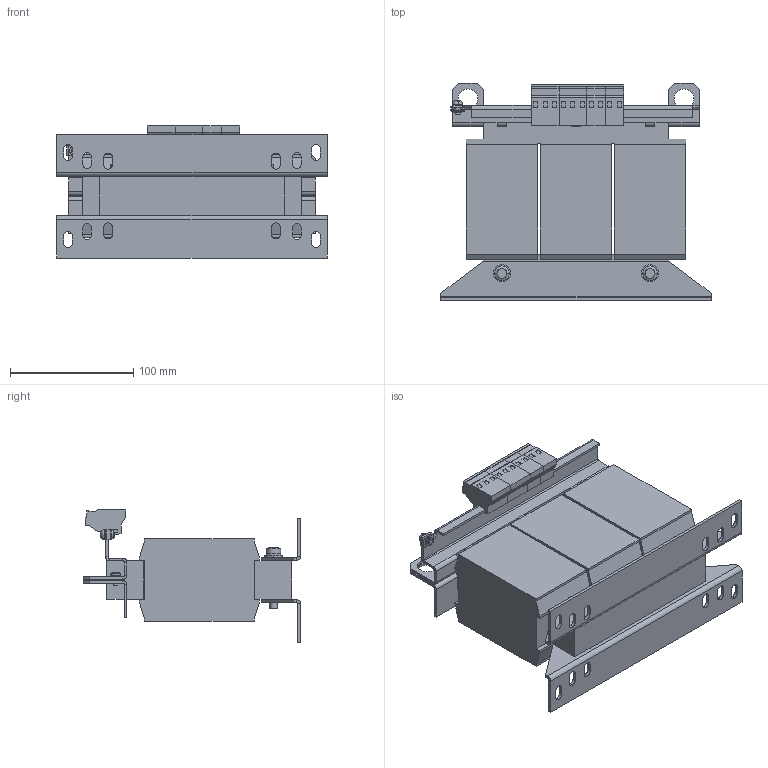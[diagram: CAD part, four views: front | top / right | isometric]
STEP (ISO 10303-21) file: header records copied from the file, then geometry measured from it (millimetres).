
FILE_DESCRIPTION (( 'STEP AP214' ), '1' );
FILE_NAME ('194309.STEP', '2020-05-28T17:05:51', ( '' ), ( '' ), 'SwSTEP 2.0', 'SolidWorks 2018', '' );
FILE_SCHEMA (( 'AUTOMOTIVE_DESIGN' ));
Length unit declared in the file: millimetre
Products named in the file (1): 194309
Bounding box: 219 x 176 x 107 mm (x, y, z)
Volume: 1481954.2 mm3; surface area: 203742.3 mm2
Topology: 1 solids, 1 shells, 618 faces, 1532 edges, 956 vertices
Faces by surface type: plane 457, cylinder 133, torus 14, sphere 8, cone 6
Entity records: 18177 total; most frequent: CARTESIAN_POINT 3231, DIRECTION 3075, ORIENTED_EDGE 3060, EDGE_CURVE 1530, LINE 1167, VECTOR 1167, VERTEX_POINT 956, AXIS2_PLACEMENT_3D 954
